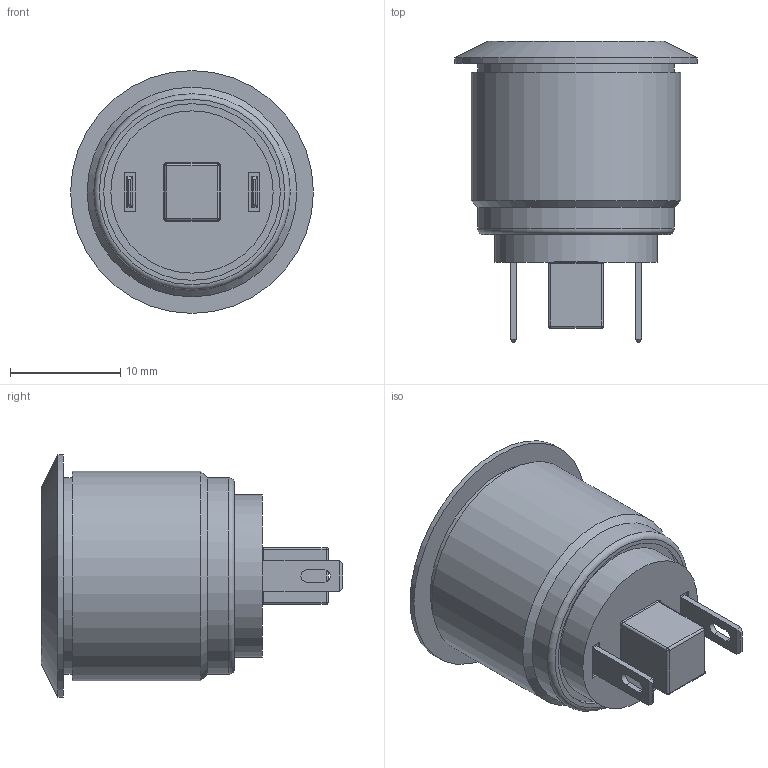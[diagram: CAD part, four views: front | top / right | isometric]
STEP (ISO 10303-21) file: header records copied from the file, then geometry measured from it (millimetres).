
FILE_DESCRIPTION((' '),'2;1');
FILE_NAME('PV1F24011.stp','2017-08-03T14:42:40',(' '),(' '),' ','ACIS',' ');
FILE_SCHEMA(('CONFIG_CONTROL_DESIGN'));
Length unit declared in the file: inch
Products named in the file (3): PV1F24011.stp; Body1; Body2
Assembly tree (2 placements, depth 2):
  PV1F24011.stp
    Body1
    Body2
Bounding box: 22 x 27.3 x 22 mm (x, y, z)
Volume: 3236.1 mm3; surface area: 3255.8 mm2
Topology: 2 solids, 2 shells, 82 faces, 176 edges, 107 vertices
Faces by surface type: plane 46, cylinder 24, torus 6, sphere 4, cone 2
Full cylindrical faces by diameter (mm): 14.7 x1, 14.9 x1, 15 x1, 16 x1, 17.8 x2, 19 x1, 22 x1
Entity records: 2486 total; most frequent: DIRECTION 388, CARTESIAN_POINT 349, ORIENTED_EDGE 318, EDGE_CURVE 159, AXIS2_PLACEMENT_3D 142, EDGE_LOOP 108, VECTOR 104, LINE 104
